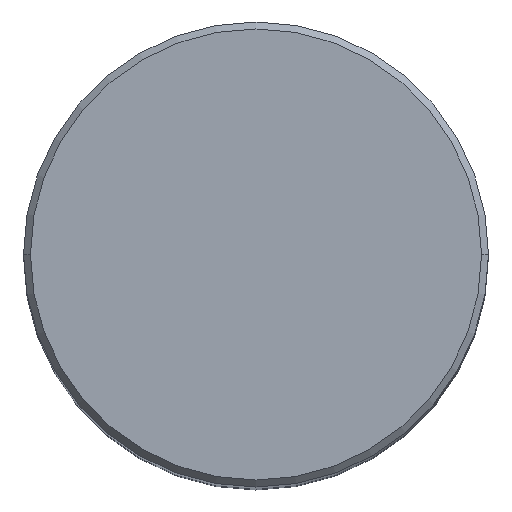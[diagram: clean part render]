
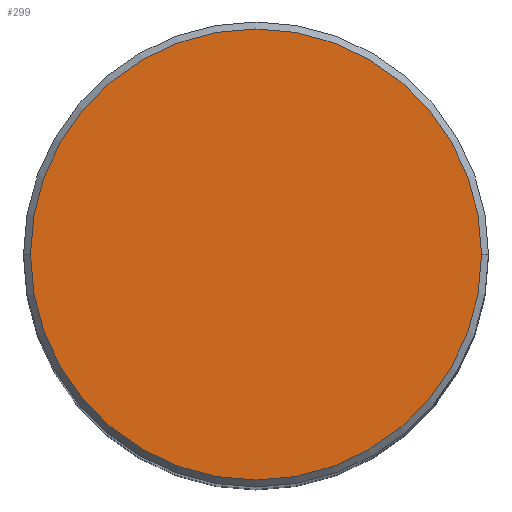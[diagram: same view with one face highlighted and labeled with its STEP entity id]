
A CAD part, top view. The second image highlights one B-rep face of the part: STEP entity #299.
In plain terms, the highlighted planar face has unit normal (0, 0, 1).
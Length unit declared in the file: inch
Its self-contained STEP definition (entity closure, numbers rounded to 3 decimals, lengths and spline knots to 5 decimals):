
#7 = CIRCLE ( 'NONE', #300, 0.485 ) ;
#53 = EDGE_LOOP ( 'NONE', ( #103, #82 ) ) ;
#74 = FACE_OUTER_BOUND ( 'NONE', #53, .T. ) ;
#77 = PLANE ( 'NONE',  #249 ) ;
#82 = ORIENTED_EDGE ( 'NONE', *, *, #340, .T. ) ;
#103 = ORIENTED_EDGE ( 'NONE', *, *, #227, .T. ) ;
#110 = CIRCLE ( 'NONE', #320, 0.485 ) ;
#126 = DIRECTION ( 'NONE',  ( 0., 0., 1. ) ) ;
#145 = CARTESIAN_POINT ( 'NONE',  ( -0.485, 0., 4. ) ) ;
#146 = DIRECTION ( 'NONE',  ( 1., 0., 0. ) ) ;
#153 = CARTESIAN_POINT ( 'NONE',  ( 0.485, 0., 4. ) ) ;
#156 = CARTESIAN_POINT ( 'NONE',  ( 0., 0., 4. ) ) ;
#160 = DIRECTION ( 'NONE',  ( 1., 0., 0. ) ) ;
#169 = VERTEX_POINT ( 'NONE', #145 ) ;
#183 = CARTESIAN_POINT ( 'NONE',  ( 0., 0., 4. ) ) ;
#187 = DIRECTION ( 'NONE',  ( 0., 0., 1. ) ) ;
#218 = VERTEX_POINT ( 'NONE', #153 ) ;
#227 = EDGE_CURVE ( 'NONE', #169, #218, #110, .T. ) ;
#249 = AXIS2_PLACEMENT_3D ( 'NONE', #183, #187, #292 ) ;
#260 = DIRECTION ( 'NONE',  ( 0., 0., 1. ) ) ;
#285 = CARTESIAN_POINT ( 'NONE',  ( 0., 0., 4. ) ) ;
#292 = DIRECTION ( 'NONE',  ( 1., 0., 0. ) ) ;
#299 = ADVANCED_FACE ( 'NONE', ( #74 ), #77, .T. ) ;
#300 = AXIS2_PLACEMENT_3D ( 'NONE', #285, #260, #146 ) ;
#320 = AXIS2_PLACEMENT_3D ( 'NONE', #156, #126, #160 ) ;
#340 = EDGE_CURVE ( 'NONE', #218, #169, #7, .T. ) ;
